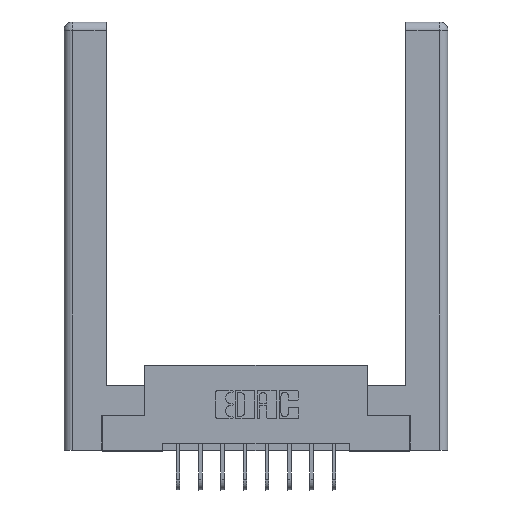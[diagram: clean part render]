
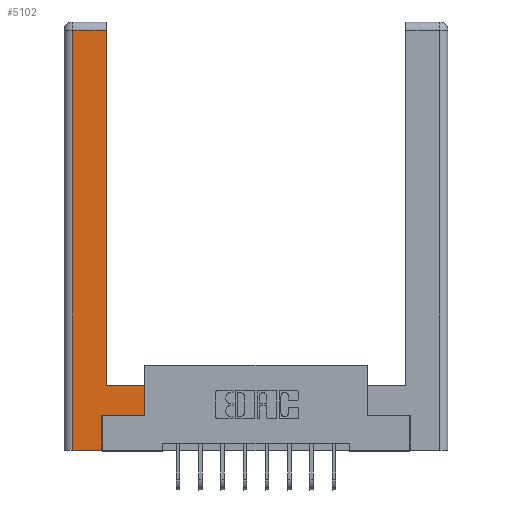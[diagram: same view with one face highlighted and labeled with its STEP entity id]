
A CAD part, top view. The second image highlights one B-rep face of the part: STEP entity #5102.
In plain terms, the highlighted planar face has unit normal (0, 0, 1).
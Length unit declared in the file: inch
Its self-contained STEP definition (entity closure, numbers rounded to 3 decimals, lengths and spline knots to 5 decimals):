
#55 = CARTESIAN_POINT ( 'NONE',  ( 0.0615, 2.94, 0. ) ) ;
#1011 = ORIENTED_EDGE ( 'NONE', *, *, #6266, .T. ) ;
#1356 = VECTOR ( 'NONE', #11191, 39.37008 ) ;
#1428 = ORIENTED_EDGE ( 'NONE', *, *, #5850, .T. ) ;
#1801 = LINE ( 'NONE', #14989, #6724 ) ;
#1934 = EDGE_LOOP ( 'NONE', ( #3171, #6776, #1011, #12233, #4198, #14193, #1428, #11632 ) ) ;
#2027 = CARTESIAN_POINT ( 'NONE',  ( 0.565, 0.245, 0. ) ) ;
#2184 = VERTEX_POINT ( 'NONE', #5884 ) ;
#2768 = VECTOR ( 'NONE', #5466, 39.37008 ) ;
#2885 = DIRECTION ( 'NONE',  ( 0., 0., -1. ) ) ;
#3094 = CARTESIAN_POINT ( 'NONE',  ( 0.0615, 2.94, 0. ) ) ;
#3171 = ORIENTED_EDGE ( 'NONE', *, *, #3388, .T. ) ;
#3388 = EDGE_CURVE ( 'NONE', #11460, #4465, #7002, .T. ) ;
#3437 = EDGE_CURVE ( 'NONE', #4465, #13357, #4841, .T. ) ;
#3597 = VERTEX_POINT ( 'NONE', #13825 ) ;
#3684 = EDGE_CURVE ( 'NONE', #3597, #11460, #8200, .T. ) ;
#3853 = VECTOR ( 'NONE', #7730, 39.37008 ) ;
#3903 = DIRECTION ( 'NONE',  ( 1., 0., 0. ) ) ;
#3965 = CARTESIAN_POINT ( 'NONE',  ( 0.295, 3., 0. ) ) ;
#4028 = PLANE ( 'NONE',  #4507 ) ;
#4198 = ORIENTED_EDGE ( 'NONE', *, *, #13208, .T. ) ;
#4465 = VERTEX_POINT ( 'NONE', #5537 ) ;
#4507 = AXIS2_PLACEMENT_3D ( 'NONE', #7523, #2885, #5239 ) ;
#4531 = DIRECTION ( 'NONE',  ( 0., -1., 0. ) ) ;
#4841 = LINE ( 'NONE', #3094, #8119 ) ;
#4845 = VERTEX_POINT ( 'NONE', #11662 ) ;
#5102 = ADVANCED_FACE ( 'NONE', ( #10700 ), #4028, .F. ) ;
#5239 = DIRECTION ( 'NONE',  ( -1., 0., 0. ) ) ;
#5417 = DIRECTION ( 'NONE',  ( 1., 0., 0. ) ) ;
#5466 = DIRECTION ( 'NONE',  ( 0., 1., 0. ) ) ;
#5537 = CARTESIAN_POINT ( 'NONE',  ( 0.295, 2.94, 0. ) ) ;
#5849 = LINE ( 'NONE', #10061, #11611 ) ;
#5850 = EDGE_CURVE ( 'NONE', #15039, #3597, #1801, .T. ) ;
#5884 = CARTESIAN_POINT ( 'NONE',  ( 0.265, 0., 0. ) ) ;
#6167 = LINE ( 'NONE', #7963, #7042 ) ;
#6266 = EDGE_CURVE ( 'NONE', #13357, #9008, #6167, .T. ) ;
#6386 = CARTESIAN_POINT ( 'NONE',  ( 0.0615, 0., 0. ) ) ;
#6625 = VECTOR ( 'NONE', #3903, 39.37008 ) ;
#6724 = VECTOR ( 'NONE', #10354, 39.37008 ) ;
#6776 = ORIENTED_EDGE ( 'NONE', *, *, #3437, .T. ) ;
#7002 = LINE ( 'NONE', #3965, #1356 ) ;
#7042 = VECTOR ( 'NONE', #4531, 39.37008 ) ;
#7523 = CARTESIAN_POINT ( 'NONE',  ( 0., 0., 0. ) ) ;
#7639 = EDGE_CURVE ( 'NONE', #9008, #2184, #13461, .T. ) ;
#7730 = DIRECTION ( 'NONE',  ( -1., 0., 0. ) ) ;
#7963 = CARTESIAN_POINT ( 'NONE',  ( 0.0615, 0., 0. ) ) ;
#8119 = VECTOR ( 'NONE', #12406, 39.37008 ) ;
#8200 = LINE ( 'NONE', #14730, #3853 ) ;
#8841 = CARTESIAN_POINT ( 'NONE',  ( 0.265, 0.245, 0. ) ) ;
#9008 = VERTEX_POINT ( 'NONE', #6386 ) ;
#9157 = LINE ( 'NONE', #8841, #2768 ) ;
#9209 = EDGE_CURVE ( 'NONE', #4845, #15039, #5849, .T. ) ;
#10061 = CARTESIAN_POINT ( 'NONE',  ( 0.565, 0.245, 0. ) ) ;
#10354 = DIRECTION ( 'NONE',  ( 0., 1., 0. ) ) ;
#10700 = FACE_OUTER_BOUND ( 'NONE', #1934, .T. ) ;
#11191 = DIRECTION ( 'NONE',  ( 0., 1., 0. ) ) ;
#11460 = VERTEX_POINT ( 'NONE', #12613 ) ;
#11611 = VECTOR ( 'NONE', #5417, 39.37008 ) ;
#11632 = ORIENTED_EDGE ( 'NONE', *, *, #3684, .T. ) ;
#11662 = CARTESIAN_POINT ( 'NONE',  ( 0.265, 0.245, 0. ) ) ;
#12233 = ORIENTED_EDGE ( 'NONE', *, *, #7639, .T. ) ;
#12406 = DIRECTION ( 'NONE',  ( -1., 0., 0. ) ) ;
#12613 = CARTESIAN_POINT ( 'NONE',  ( 0.295, 0.45, 0. ) ) ;
#13208 = EDGE_CURVE ( 'NONE', #2184, #4845, #9157, .T. ) ;
#13357 = VERTEX_POINT ( 'NONE', #55 ) ;
#13461 = LINE ( 'NONE', #14142, #6625 ) ;
#13825 = CARTESIAN_POINT ( 'NONE',  ( 0.565, 0.45, 0. ) ) ;
#14142 = CARTESIAN_POINT ( 'NONE',  ( 0.265, 0., 0. ) ) ;
#14193 = ORIENTED_EDGE ( 'NONE', *, *, #9209, .T. ) ;
#14730 = CARTESIAN_POINT ( 'NONE',  ( 0.295, 0.45, 0. ) ) ;
#14989 = CARTESIAN_POINT ( 'NONE',  ( 0.565, 0.45, 0. ) ) ;
#15039 = VERTEX_POINT ( 'NONE', #2027 ) ;
